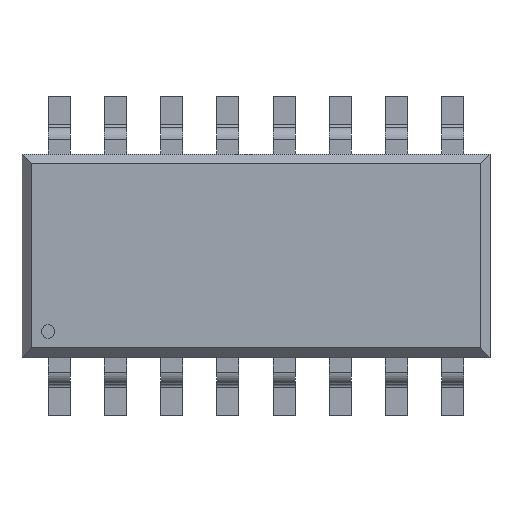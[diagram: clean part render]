
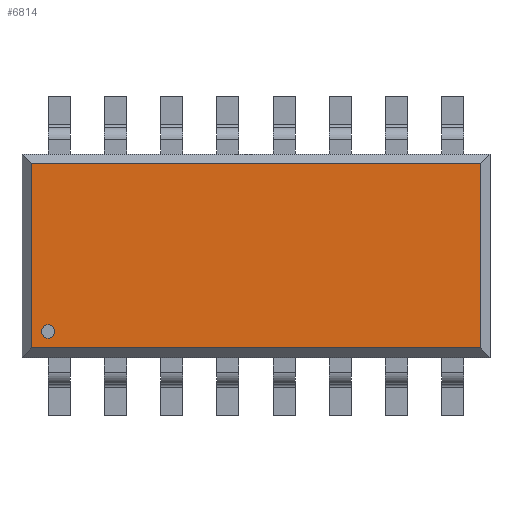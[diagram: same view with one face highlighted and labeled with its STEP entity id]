
A CAD part, top view. The second image highlights one B-rep face of the part: STEP entity #6814.
In plain terms, the highlighted planar face has unit normal (0, 0, 1).
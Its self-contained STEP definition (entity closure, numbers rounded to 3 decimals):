
#6552 = VERTEX_POINT('',#6553);
#6553 = CARTESIAN_POINT('',(-4.7,-1.86,2.2));
#6559 = EDGE_CURVE('',#6552,#6552,#6560,.T.);
#6560 = CIRCLE('',#6561,0.15);
#6561 = AXIS2_PLACEMENT_3D('',#6562,#6563,#6564);
#6562 = CARTESIAN_POINT('',(-4.7,-1.71,2.2));
#6563 = DIRECTION('',(0.,0.,-1.));
#6564 = DIRECTION('',(0.,1.,0.));
#6591 = EDGE_CURVE('',#6592,#6594,#6596,.T.);
#6592 = VERTEX_POINT('',#6593);
#6593 = CARTESIAN_POINT('',(-5.07,2.08,2.2));
#6594 = VERTEX_POINT('',#6595);
#6595 = CARTESIAN_POINT('',(5.07,2.08,2.2));
#6596 = LINE('',#6597,#6598);
#6597 = CARTESIAN_POINT('',(0.,2.08,2.2));
#6598 = VECTOR('',#6599,1.);
#6599 = DIRECTION('',(1.,0.,0.));
#6640 = EDGE_CURVE('',#6594,#6641,#6643,.T.);
#6641 = VERTEX_POINT('',#6642);
#6642 = CARTESIAN_POINT('',(5.07,-2.08,2.2));
#6643 = LINE('',#6644,#6645);
#6644 = CARTESIAN_POINT('',(5.07,0.,2.2));
#6645 = VECTOR('',#6646,1.);
#6646 = DIRECTION('',(0.,-1.,0.));
#6662 = EDGE_CURVE('',#6663,#6592,#6665,.T.);
#6663 = VERTEX_POINT('',#6664);
#6664 = CARTESIAN_POINT('',(-5.07,-2.08,2.2));
#6665 = LINE('',#6666,#6667);
#6666 = CARTESIAN_POINT('',(-5.07,0.,2.2));
#6667 = VECTOR('',#6668,1.);
#6668 = DIRECTION('',(0.,1.,0.));
#6693 = EDGE_CURVE('',#6641,#6663,#6694,.T.);
#6694 = LINE('',#6695,#6696);
#6695 = CARTESIAN_POINT('',(0.,-2.08,2.2));
#6696 = VECTOR('',#6697,1.);
#6697 = DIRECTION('',(-1.,0.,0.));
#6814 = ADVANCED_FACE('',(#6815,#6821),#6824,.T.);
#6815 = FACE_BOUND('',#6816,.T.);
#6816 = EDGE_LOOP('',(#6817,#6818,#6819,#6820));
#6817 = ORIENTED_EDGE('',*,*,#6591,.F.);
#6818 = ORIENTED_EDGE('',*,*,#6662,.F.);
#6819 = ORIENTED_EDGE('',*,*,#6693,.F.);
#6820 = ORIENTED_EDGE('',*,*,#6640,.F.);
#6821 = FACE_BOUND('',#6822,.T.);
#6822 = EDGE_LOOP('',(#6823));
#6823 = ORIENTED_EDGE('',*,*,#6559,.T.);
#6824 = PLANE('',#6825);
#6825 = AXIS2_PLACEMENT_3D('',#6826,#6827,#6828);
#6826 = CARTESIAN_POINT('',(0.,0.,2.2));
#6827 = DIRECTION('',(0.,0.,1.));
#6828 = DIRECTION('',(0.,1.,0.));
